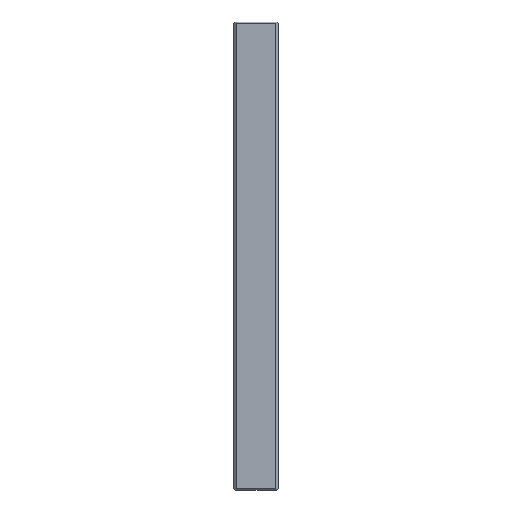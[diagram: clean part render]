
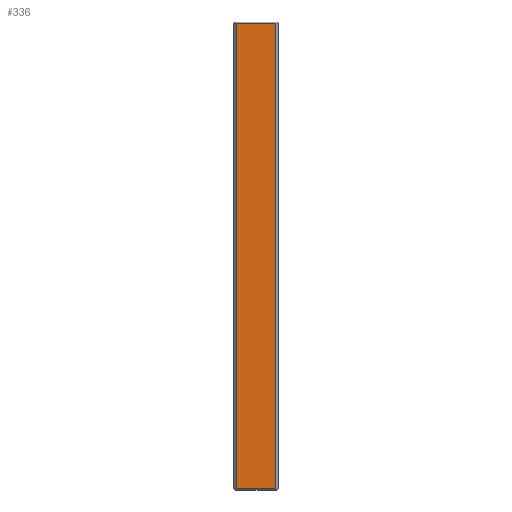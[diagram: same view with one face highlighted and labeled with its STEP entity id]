
A CAD part, front view. The second image highlights one B-rep face of the part: STEP entity #336.
In plain terms, the highlighted planar face has unit normal (0, -1, 0).
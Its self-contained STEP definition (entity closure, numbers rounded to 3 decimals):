
#21 = LINE ( 'NONE', #565, #47 ) ;
#47 = VECTOR ( 'NONE', #450, 1000. ) ;
#54 = VERTEX_POINT ( 'NONE', #671 ) ;
#87 = ORIENTED_EDGE ( 'NONE', *, *, #556, .F. ) ;
#123 = AXIS2_PLACEMENT_3D ( 'NONE', #719, #322, #271 ) ;
#159 = DIRECTION ( 'NONE',  ( 1., 0., 0. ) ) ;
#169 = VECTOR ( 'NONE', #290, 1000. ) ;
#188 = EDGE_CURVE ( 'NONE', #394, #54, #345, .T. ) ;
#259 = EDGE_CURVE ( 'NONE', #394, #628, #551, .T. ) ;
#271 = DIRECTION ( 'NONE',  ( 1., 0., 0. ) ) ;
#290 = DIRECTION ( 'NONE',  ( 0., 0., 1. ) ) ;
#298 = DIRECTION ( 'NONE',  ( 1., 0., 0. ) ) ;
#322 = DIRECTION ( 'NONE',  ( 0., 1., 0. ) ) ;
#336 = ADVANCED_FACE ( 'NONE', ( #663 ), #444, .F. ) ;
#345 = LINE ( 'NONE', #397, #169 ) ;
#357 = CARTESIAN_POINT ( 'NONE',  ( 14.243, -0.707, 22.4 ) ) ;
#376 = ORIENTED_EDGE ( 'NONE', *, *, #188, .F. ) ;
#394 = VERTEX_POINT ( 'NONE', #712 ) ;
#397 = CARTESIAN_POINT ( 'NONE',  ( 3.757, -0.707, 13.5 ) ) ;
#419 = VECTOR ( 'NONE', #159, 1000. ) ;
#444 = PLANE ( 'NONE',  #123 ) ;
#445 = EDGE_LOOP ( 'NONE', ( #376, #482, #630, #87 ) ) ;
#450 = DIRECTION ( 'NONE',  ( 0., 0., 1. ) ) ;
#482 = ORIENTED_EDGE ( 'NONE', *, *, #259, .T. ) ;
#500 = VERTEX_POINT ( 'NONE', #644 ) ;
#510 = CARTESIAN_POINT ( 'NONE',  ( 14.243, -0.707, 22.4 ) ) ;
#532 = CARTESIAN_POINT ( 'NONE',  ( 11.621, -0.707, 146.6 ) ) ;
#551 = LINE ( 'NONE', #510, #419 ) ;
#556 = EDGE_CURVE ( 'NONE', #54, #500, #647, .T. ) ;
#565 = CARTESIAN_POINT ( 'NONE',  ( 14.243, -0.707, 13.5 ) ) ;
#628 = VERTEX_POINT ( 'NONE', #357 ) ;
#630 = ORIENTED_EDGE ( 'NONE', *, *, #699, .T. ) ;
#644 = CARTESIAN_POINT ( 'NONE',  ( 14.243, -0.707, 146.6 ) ) ;
#647 = LINE ( 'NONE', #532, #725 ) ;
#663 = FACE_OUTER_BOUND ( 'NONE', #445, .T. ) ;
#671 = CARTESIAN_POINT ( 'NONE',  ( 3.757, -0.707, 146.6 ) ) ;
#699 = EDGE_CURVE ( 'NONE', #628, #500, #21, .T. ) ;
#712 = CARTESIAN_POINT ( 'NONE',  ( 3.757, -0.707, 22.4 ) ) ;
#719 = CARTESIAN_POINT ( 'NONE',  ( 14.243, -0.707, -3. ) ) ;
#725 = VECTOR ( 'NONE', #298, 1000. ) ;
